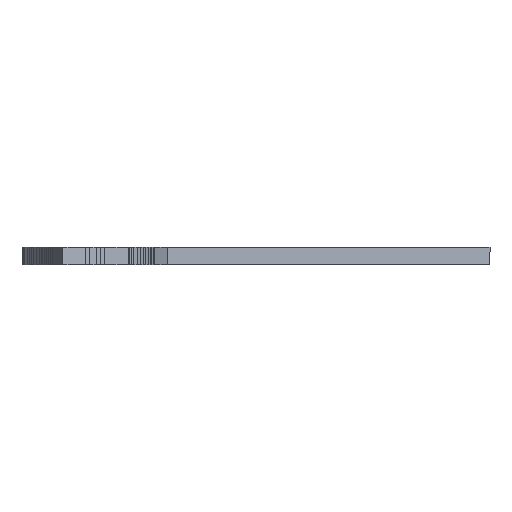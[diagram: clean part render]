
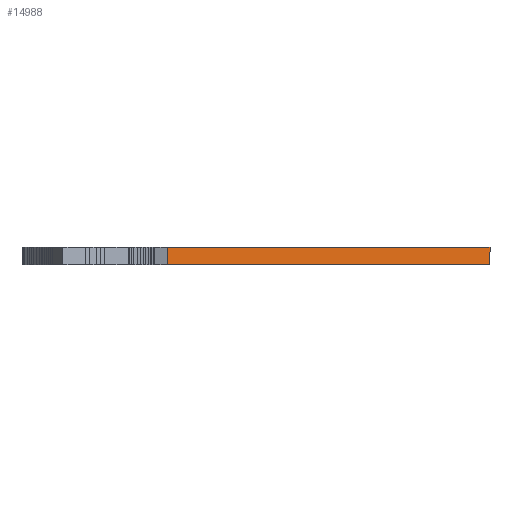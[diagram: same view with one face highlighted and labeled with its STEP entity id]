
A CAD part, left-side view. The second image highlights one B-rep face of the part: STEP entity #14988.
In plain terms, the highlighted planar face has unit normal (-0.984, -0.176, 0).
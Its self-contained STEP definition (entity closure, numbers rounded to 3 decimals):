
#684=FACE_OUTER_BOUND('',#1409,.T.);
#1409=EDGE_LOOP('',(#13364,#13365,#13366,#13367));
#2413=LINE('',#21268,#4555);
#2570=LINE('',#21583,#4712);
#3552=LINE('',#23545,#5694);
#3553=LINE('',#23547,#5695);
#4555=VECTOR('',#17356,10.);
#4712=VECTOR('',#17515,10.);
#5694=VECTOR('',#19195,10.);
#5695=VECTOR('',#19198,10.);
#6388=VERTEX_POINT('',#21265);
#6389=VERTEX_POINT('',#21267);
#6545=VERTEX_POINT('',#21580);
#6546=VERTEX_POINT('',#21582);
#8122=EDGE_CURVE('',#6388,#6389,#2413,.T.);
#8279=EDGE_CURVE('',#6545,#6546,#2570,.T.);
#9261=EDGE_CURVE('',#6388,#6546,#3552,.T.);
#9262=EDGE_CURVE('',#6389,#6545,#3553,.T.);
#13364=ORIENTED_EDGE('',*,*,#9261,.T.);
#13365=ORIENTED_EDGE('',*,*,#8279,.F.);
#13366=ORIENTED_EDGE('',*,*,#9262,.F.);
#13367=ORIENTED_EDGE('',*,*,#8122,.F.);
#14266=PLANE('',#15726);
#14988=ADVANCED_FACE('',(#684),#14266,.T.);
#15726=AXIS2_PLACEMENT_3D('',#23546,#19196,#19197);
#17356=DIRECTION('',(-0.176,0.984,0.));
#17515=DIRECTION('',(0.176,-0.984,0.));
#19195=DIRECTION('',(0.,0.,1.));
#19196=DIRECTION('center_axis',(-0.984,-0.176,0.));
#19197=DIRECTION('ref_axis',(0.176,-0.984,0.));
#19198=DIRECTION('',(0.,0.,1.));
#21265=CARTESIAN_POINT('',(39.629,2.292,-1.));
#21267=CARTESIAN_POINT('',(25.353,81.953,-1.));
#21268=CARTESIAN_POINT('',(25.353,81.953,-1.));
#21580=CARTESIAN_POINT('',(25.353,81.953,3.));
#21582=CARTESIAN_POINT('',(39.629,2.292,3.));
#21583=CARTESIAN_POINT('',(25.353,81.953,3.));
#23545=CARTESIAN_POINT('',(39.629,2.292,0.));
#23546=CARTESIAN_POINT('Origin',(25.353,81.953,0.));
#23547=CARTESIAN_POINT('',(25.353,81.953,0.));
